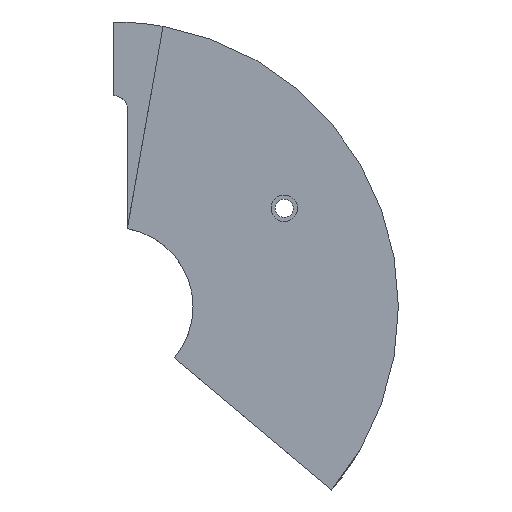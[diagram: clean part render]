
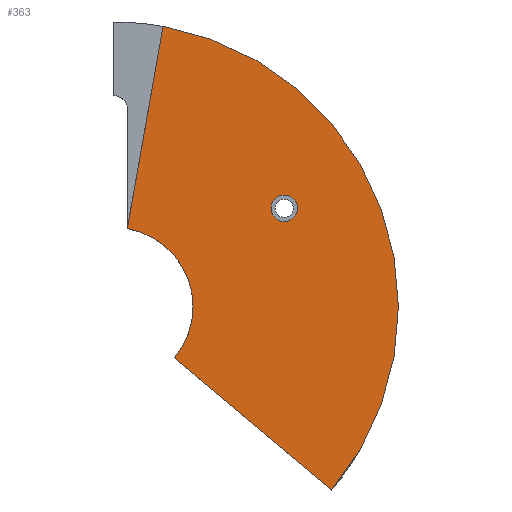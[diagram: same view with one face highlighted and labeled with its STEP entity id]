
A CAD part, top view. The second image highlights one B-rep face of the part: STEP entity #363.
In plain terms, the highlighted planar face has unit normal (0, 0, 1).
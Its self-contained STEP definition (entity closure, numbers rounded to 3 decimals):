
#17=FACE_BOUND('',#68,.T.);
#45=FACE_OUTER_BOUND('',#67,.T.);
#67=EDGE_LOOP('',(#327,#328,#329,#330));
#68=EDGE_LOOP('',(#331));
#71=CIRCLE('',#393,86.);
#85=CIRCLE('',#418,4.);
#88=CIRCLE('',#424,24.);
#94=LINE('',#557,#124);
#102=LINE('',#579,#132);
#124=VECTOR('',#442,10.);
#132=VECTOR('',#462,10.);
#155=VERTEX_POINT('',#554);
#156=VERTEX_POINT('',#556);
#159=VERTEX_POINT('',#566);
#164=VERTEX_POINT('',#578);
#179=VERTEX_POINT('',#629);
#189=EDGE_CURVE('',#156,#155,#94,.T.);
#194=EDGE_CURVE('',#159,#156,#71,.T.);
#200=EDGE_CURVE('',#164,#159,#102,.T.);
#226=EDGE_CURVE('',#179,#179,#85,.T.);
#231=EDGE_CURVE('',#155,#164,#88,.T.);
#327=ORIENTED_EDGE('',*,*,#189,.T.);
#328=ORIENTED_EDGE('',*,*,#231,.T.);
#329=ORIENTED_EDGE('',*,*,#200,.T.);
#330=ORIENTED_EDGE('',*,*,#194,.T.);
#331=ORIENTED_EDGE('',*,*,#226,.T.);
#343=PLANE('',#426);
#363=ADVANCED_FACE('',(#45,#17),#343,.T.);
#393=AXIS2_PLACEMENT_3D('',#567,#451,#452);
#418=AXIS2_PLACEMENT_3D('',#630,#519,#520);
#424=AXIS2_PLACEMENT_3D('',#640,#533,#534);
#426=AXIS2_PLACEMENT_3D('',#642,#537,#538);
#442=DIRECTION('',(-0.174,-0.985,0.));
#451=DIRECTION('center_axis',(0.,0.,1.));
#452=DIRECTION('ref_axis',(1.,0.,0.));
#462=DIRECTION('',(0.766,-0.643,0.));
#519=DIRECTION('center_axis',(0.,0.,-1.));
#520=DIRECTION('ref_axis',(1.,0.,0.));
#533=DIRECTION('center_axis',(0.,0.,-1.));
#534=DIRECTION('ref_axis',(-1.,0.,0.));
#537=DIRECTION('center_axis',(0.,0.,1.));
#538=DIRECTION('ref_axis',(1.,0.,0.));
#554=CARTESIAN_POINT('',(4.168,23.635,0.));
#556=CARTESIAN_POINT('',(14.934,84.693,0.));
#557=CARTESIAN_POINT('',(9.954,56.449,0.));
#566=CARTESIAN_POINT('',(65.88,-55.28,0.));
#567=CARTESIAN_POINT('Origin',(0.,0.,0.));
#578=CARTESIAN_POINT('',(18.385,-15.427,0.));
#579=CARTESIAN_POINT('',(0.,0.,0.));
#629=CARTESIAN_POINT('',(47.529,29.75,0.));
#630=CARTESIAN_POINT('Origin',(51.529,29.75,0.));
#640=CARTESIAN_POINT('Origin',(0.,0.,0.));
#642=CARTESIAN_POINT('Origin',(43.,21.5,0.));
